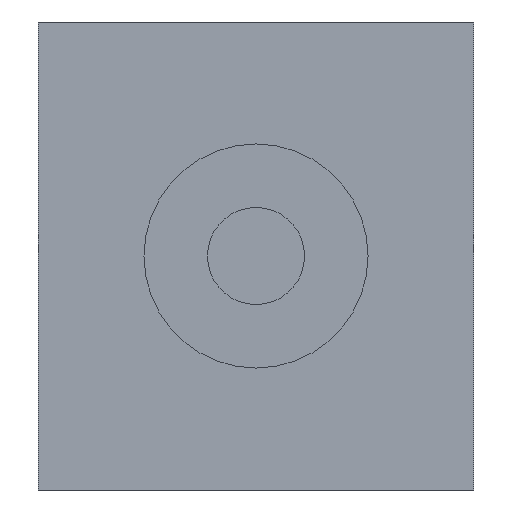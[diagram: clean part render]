
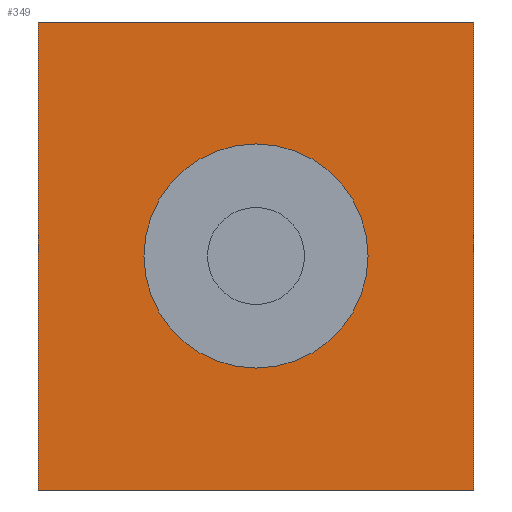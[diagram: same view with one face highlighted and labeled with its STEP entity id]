
A CAD part, front view. The second image highlights one B-rep face of the part: STEP entity #349.
In plain terms, the highlighted planar face has unit normal (0, -1, 0).
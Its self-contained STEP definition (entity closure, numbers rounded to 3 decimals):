
#26=FACE_BOUND('',#78,.T.);
#39=PLANE('',#403);
#50=FACE_OUTER_BOUND('',#77,.T.);
#77=EDGE_LOOP('',(#274,#275,#276,#277));
#78=EDGE_LOOP('',(#278));
#101=LINE('',#552,#126);
#106=LINE('',#575,#131);
#109=LINE('',#581,#134);
#110=LINE('',#583,#135);
#126=VECTOR('',#449,1000.);
#131=VECTOR('',#470,1000.);
#134=VECTOR('',#475,1000.);
#135=VECTOR('',#478,1000.);
#159=CIRCLE('',#404,9.);
#174=VERTEX_POINT('',#549);
#175=VERTEX_POINT('',#551);
#185=VERTEX_POINT('',#573);
#187=VERTEX_POINT('',#579);
#188=VERTEX_POINT('',#584);
#206=EDGE_CURVE('',#174,#175,#101,.T.);
#218=EDGE_CURVE('',#185,#174,#106,.T.);
#221=EDGE_CURVE('',#185,#187,#109,.T.);
#222=EDGE_CURVE('',#175,#187,#110,.T.);
#223=EDGE_CURVE('',#188,#188,#159,.T.);
#274=ORIENTED_EDGE('',*,*,#221,.T.);
#275=ORIENTED_EDGE('',*,*,#222,.F.);
#276=ORIENTED_EDGE('',*,*,#206,.F.);
#277=ORIENTED_EDGE('',*,*,#218,.F.);
#278=ORIENTED_EDGE('',*,*,#223,.T.);
#349=ADVANCED_FACE('',(#50,#26),#39,.T.);
#403=AXIS2_PLACEMENT_3D('',#582,#476,#477);
#404=AXIS2_PLACEMENT_3D('',#585,#479,#480);
#449=DIRECTION('',(0.,0.,1.));
#470=DIRECTION('',(-1.,0.,0.));
#475=DIRECTION('',(0.,0.,1.));
#476=DIRECTION('center_axis',(0.,-1.,0.));
#477=DIRECTION('ref_axis',(0.,0.,-1.));
#478=DIRECTION('',(1.,0.,0.));
#479=DIRECTION('center_axis',(0.,1.,0.));
#480=DIRECTION('ref_axis',(1.,0.,0.));
#549=CARTESIAN_POINT('',(-35.,0.,-18.8));
#551=CARTESIAN_POINT('',(-35.,0.,18.8));
#552=CARTESIAN_POINT('',(-35.,0.,0.));
#573=CARTESIAN_POINT('',(0.,0.,-18.8));
#575=CARTESIAN_POINT('',(-35.,0.,-18.8));
#579=CARTESIAN_POINT('',(0.,0.,18.8));
#581=CARTESIAN_POINT('',(0.,0.,0.));
#582=CARTESIAN_POINT('Origin',(-35.,0.,0.));
#583=CARTESIAN_POINT('',(-35.,0.,18.8));
#584=CARTESIAN_POINT('',(-26.5,0.,0.));
#585=CARTESIAN_POINT('Origin',(-17.5,0.,0.));
